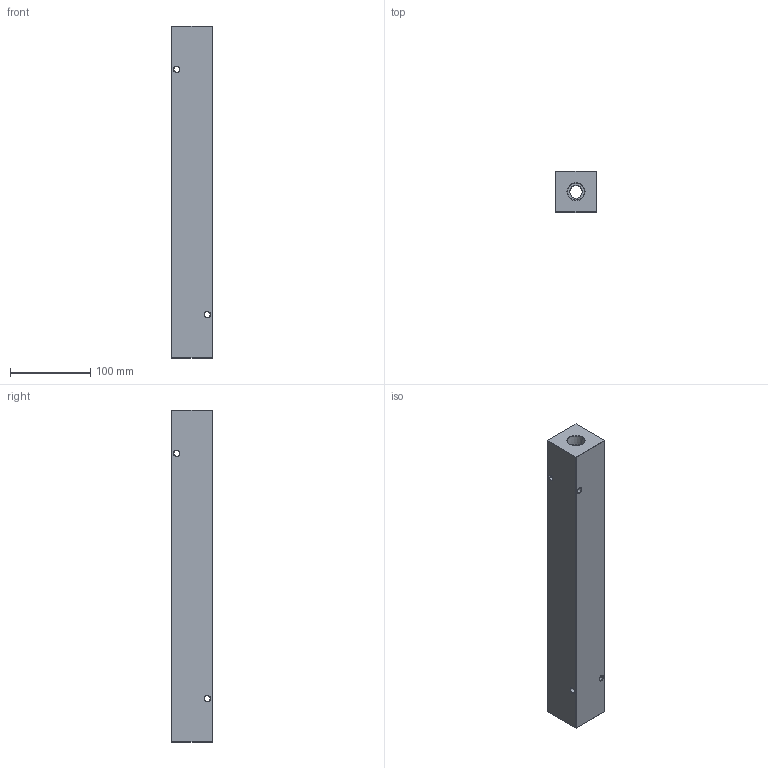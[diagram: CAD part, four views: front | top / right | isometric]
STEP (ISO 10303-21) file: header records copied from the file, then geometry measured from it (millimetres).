
FILE_DESCRIPTION (( 'STEP AP214' ), '1' );
FILE_NAME ('HM-8-0-P-8-4.STEP', '2020-02-28T17:56:56', ( '' ), ( '' ), 'SwSTEP 2.0', 'SolidWorks 2019', '' );
FILE_SCHEMA (( 'AUTOMOTIVE_DESIGN' ));
Length unit declared in the file: inch
Products named in the file (1): HM-8-0-P-8-4
Bounding box: 50.8 x 50.8 x 412.75 mm (x, y, z)
Volume: 954242.3 mm3; surface area: 117165.9 mm2
Topology: 1 solids, 1 shells, 510 faces, 1325 edges, 862 vertices
Faces by surface type: plane 243, bspline 193, cone 40, cylinder 34
Entity records: 31881 total; most frequent: CARTESIAN_POINT 14259, ORIENTED_EDGE 2650, DIRECTION 1647, EDGE_CURVE 1325, VERTEX_POINT 862, VECTOR 803, LINE 803, EDGE_LOOP 585
